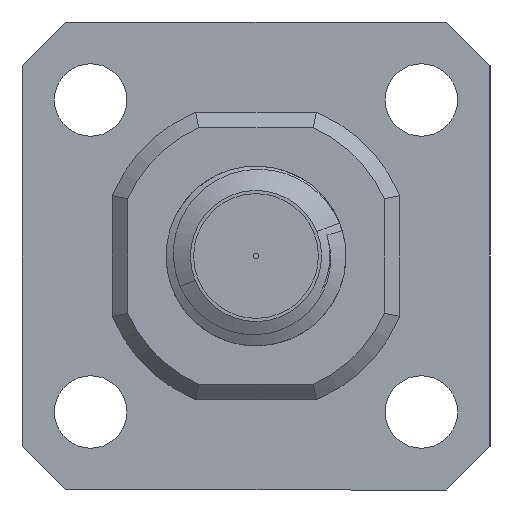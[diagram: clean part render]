
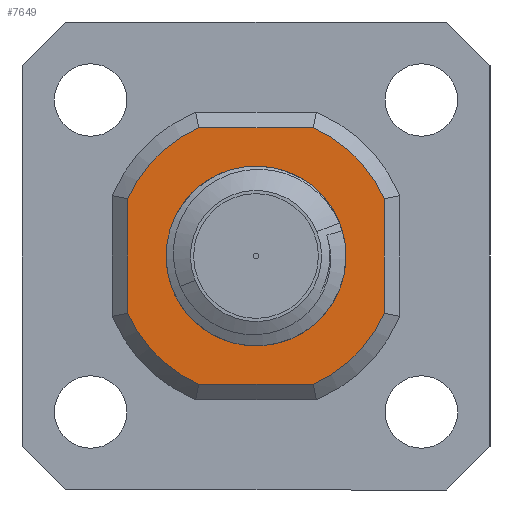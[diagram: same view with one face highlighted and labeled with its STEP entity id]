
A CAD part, left-side view. The second image highlights one B-rep face of the part: STEP entity #7649.
In plain terms, the highlighted planar face has unit normal (-1, 0, 0).
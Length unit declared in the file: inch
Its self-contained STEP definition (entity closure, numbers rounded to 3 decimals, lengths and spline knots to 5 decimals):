
#279 = ORIENTED_EDGE ( 'NONE', *, *, #4698, .T. ) ;
#282 = VERTEX_POINT ( 'NONE', #4474 ) ;
#295 = CARTESIAN_POINT ( 'NONE',  ( -0.66166, 0.18949, 0.15597 ) ) ;
#331 = VERTEX_POINT ( 'NONE', #12257 ) ;
#353 = DIRECTION ( 'NONE',  ( 0., 0., -1. ) ) ;
#426 = LINE ( 'NONE', #7632, #2416 ) ;
#866 = CARTESIAN_POINT ( 'NONE',  ( -0.66166, 0.03111, 0.36147 ) ) ;
#890 = CARTESIAN_POINT ( 'NONE',  ( -0.66166, -0.06051, 0.15597 ) ) ;
#1206 = CIRCLE ( 'NONE', #9911, 0.1105 ) ;
#1464 = LINE ( 'NONE', #12015, #2523 ) ;
#1630 = CARTESIAN_POINT ( 'NONE',  ( -0.66166, -0.06051, 0.15597 ) ) ;
#1755 = AXIS2_PLACEMENT_3D ( 'NONE', #6354, #8216, #3286 ) ;
#1876 = DIRECTION ( 'NONE',  ( -1., 0., 0. ) ) ;
#2173 = DIRECTION ( 'NONE',  ( -1., 0., 0. ) ) ;
#2416 = VECTOR ( 'NONE', #10620, 39.37008 ) ;
#2523 = VECTOR ( 'NONE', #353, 39.37008 ) ;
#2548 = CARTESIAN_POINT ( 'NONE',  ( -0.66166, -0.26601, 0.15597 ) ) ;
#2685 = EDGE_CURVE ( 'NONE', #331, #12472, #1464, .T. ) ;
#2842 = EDGE_LOOP ( 'NONE', ( #3513, #10396 ) ) ;
#2881 = ORIENTED_EDGE ( 'NONE', *, *, #9943, .T. ) ;
#2965 = CIRCLE ( 'NONE', #10575, 0.1105 ) ;
#2974 = VERTEX_POINT ( 'NONE', #866 ) ;
#3083 = AXIS2_PLACEMENT_3D ( 'NONE', #295, #2173, #10092 ) ;
#3262 = CARTESIAN_POINT ( 'NONE',  ( -0.66166, 0.14499, 0.06435 ) ) ;
#3286 = DIRECTION ( 'NONE',  ( 0., 0., 1. ) ) ;
#3321 = ORIENTED_EDGE ( 'NONE', *, *, #7168, .T. ) ;
#3513 = ORIENTED_EDGE ( 'NONE', *, *, #7966, .F. ) ;
#3560 = LINE ( 'NONE', #2548, #10753 ) ;
#3584 = CIRCLE ( 'NONE', #1755, 0.225 ) ;
#3743 = EDGE_CURVE ( 'NONE', #282, #9174, #11108, .T. ) ;
#3931 = EDGE_CURVE ( 'NONE', #12472, #4231, #10487, .T. ) ;
#4024 = CIRCLE ( 'NONE', #11342, 0.225 ) ;
#4231 = VERTEX_POINT ( 'NONE', #11199 ) ;
#4474 = CARTESIAN_POINT ( 'NONE',  ( -0.66166, -0.26601, 0.24759 ) ) ;
#4487 = DIRECTION ( 'NONE',  ( -1., 0., 0. ) ) ;
#4559 = VERTEX_POINT ( 'NONE', #11729 ) ;
#4601 = AXIS2_PLACEMENT_3D ( 'NONE', #1630, #10360, #11288 ) ;
#4688 = VERTEX_POINT ( 'NONE', #11805 ) ;
#4692 = DIRECTION ( 'NONE',  ( 0., 0., 1. ) ) ;
#4698 = EDGE_CURVE ( 'NONE', #2974, #331, #3584, .T. ) ;
#4732 = CARTESIAN_POINT ( 'NONE',  ( -0.66166, -0.06051, 0.15597 ) ) ;
#4891 = LINE ( 'NONE', #9713, #5053 ) ;
#4940 = EDGE_CURVE ( 'NONE', #6621, #4559, #4024, .T. ) ;
#4950 = CARTESIAN_POINT ( 'NONE',  ( -0.66166, -0.06051, 0.15597 ) ) ;
#5053 = VECTOR ( 'NONE', #9751, 39.37008 ) ;
#5092 = AXIS2_PLACEMENT_3D ( 'NONE', #4950, #8850, #5940 ) ;
#5898 = ORIENTED_EDGE ( 'NONE', *, *, #4940, .T. ) ;
#5940 = DIRECTION ( 'NONE',  ( 0., 0., 1. ) ) ;
#5980 = ORIENTED_EDGE ( 'NONE', *, *, #2685, .T. ) ;
#6158 = EDGE_CURVE ( 'NONE', #4559, #282, #3560, .T. ) ;
#6354 = CARTESIAN_POINT ( 'NONE',  ( -0.66166, -0.06051, 0.15597 ) ) ;
#6548 = CARTESIAN_POINT ( 'NONE',  ( -0.66166, -0.06051, 0.15597 ) ) ;
#6621 = VERTEX_POINT ( 'NONE', #7910 ) ;
#6774 = DIRECTION ( 'NONE',  ( 0., 0., 1. ) ) ;
#7168 = EDGE_CURVE ( 'NONE', #4231, #6621, #4891, .T. ) ;
#7193 = CARTESIAN_POINT ( 'NONE',  ( -0.66166, -0.15214, 0.36147 ) ) ;
#7369 = ORIENTED_EDGE ( 'NONE', *, *, #6158, .T. ) ;
#7482 = VERTEX_POINT ( 'NONE', #9460 ) ;
#7632 = CARTESIAN_POINT ( 'NONE',  ( -0.66166, 0.18949, 0.36147 ) ) ;
#7649 = ADVANCED_FACE ( 'NONE', ( #11014, #10711 ), #10129, .T. ) ;
#7910 = CARTESIAN_POINT ( 'NONE',  ( -0.66166, -0.15214, -0.04953 ) ) ;
#7966 = EDGE_CURVE ( 'NONE', #7482, #4688, #1206, .T. ) ;
#8216 = DIRECTION ( 'NONE',  ( -1., 0., 0. ) ) ;
#8338 = DIRECTION ( 'NONE',  ( 0., 0., 1. ) ) ;
#8850 = DIRECTION ( 'NONE',  ( -1., 0., 0. ) ) ;
#9174 = VERTEX_POINT ( 'NONE', #7193 ) ;
#9460 = CARTESIAN_POINT ( 'NONE',  ( -0.66166, -0.06051, 0.26647 ) ) ;
#9485 = ORIENTED_EDGE ( 'NONE', *, *, #3931, .T. ) ;
#9713 = CARTESIAN_POINT ( 'NONE',  ( -0.66166, 0.18949, -0.04953 ) ) ;
#9751 = DIRECTION ( 'NONE',  ( 0., -1., 0. ) ) ;
#9911 = AXIS2_PLACEMENT_3D ( 'NONE', #890, #1876, #6774 ) ;
#9943 = EDGE_CURVE ( 'NONE', #9174, #2974, #426, .T. ) ;
#10092 = DIRECTION ( 'NONE',  ( 0., 0., 1. ) ) ;
#10129 = PLANE ( 'NONE',  #3083 ) ;
#10360 = DIRECTION ( 'NONE',  ( -1., 0., 0. ) ) ;
#10396 = ORIENTED_EDGE ( 'NONE', *, *, #10401, .F. ) ;
#10401 = EDGE_CURVE ( 'NONE', #4688, #7482, #2965, .T. ) ;
#10487 = CIRCLE ( 'NONE', #4601, 0.225 ) ;
#10575 = AXIS2_PLACEMENT_3D ( 'NONE', #6548, #4487, #8338 ) ;
#10620 = DIRECTION ( 'NONE',  ( 0., 1., 0. ) ) ;
#10711 = FACE_BOUND ( 'NONE', #2842, .T. ) ;
#10753 = VECTOR ( 'NONE', #12326, 39.37008 ) ;
#11014 = FACE_OUTER_BOUND ( 'NONE', #11700, .T. ) ;
#11015 = ORIENTED_EDGE ( 'NONE', *, *, #3743, .T. ) ;
#11108 = CIRCLE ( 'NONE', #5092, 0.225 ) ;
#11199 = CARTESIAN_POINT ( 'NONE',  ( -0.66166, 0.03111, -0.04953 ) ) ;
#11288 = DIRECTION ( 'NONE',  ( 0., 0., 1. ) ) ;
#11342 = AXIS2_PLACEMENT_3D ( 'NONE', #4732, #11466, #4692 ) ;
#11466 = DIRECTION ( 'NONE',  ( -1., 0., 0. ) ) ;
#11700 = EDGE_LOOP ( 'NONE', ( #279, #5980, #9485, #3321, #5898, #7369, #11015, #2881 ) ) ;
#11729 = CARTESIAN_POINT ( 'NONE',  ( -0.66166, -0.26601, 0.06435 ) ) ;
#11805 = CARTESIAN_POINT ( 'NONE',  ( -0.66166, -0.06051, 0.04547 ) ) ;
#12015 = CARTESIAN_POINT ( 'NONE',  ( -0.66166, 0.14499, 0.15597 ) ) ;
#12257 = CARTESIAN_POINT ( 'NONE',  ( -0.66166, 0.14499, 0.24759 ) ) ;
#12326 = DIRECTION ( 'NONE',  ( 0., 0., 1. ) ) ;
#12472 = VERTEX_POINT ( 'NONE', #3262 ) ;
